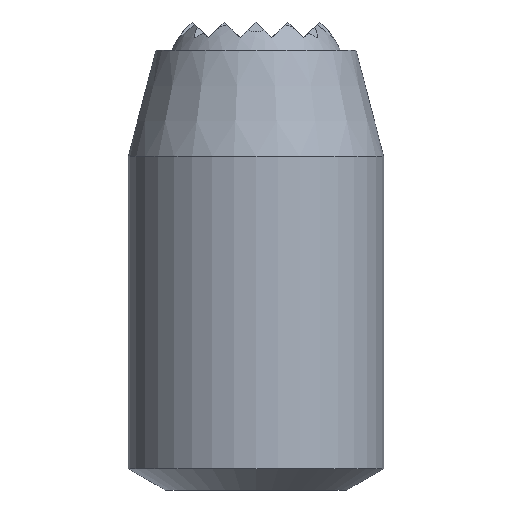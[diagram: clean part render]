
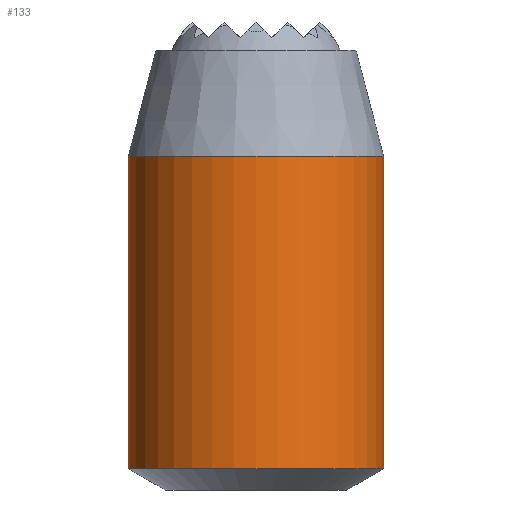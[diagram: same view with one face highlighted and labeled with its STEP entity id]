
A CAD part, front view. The second image highlights one B-rep face of the part: STEP entity #133.
In plain terms, the highlighted cylindrical face has radius 6 mm (diameter 12 mm), a full revolution.
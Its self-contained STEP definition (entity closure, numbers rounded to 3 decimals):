
#133 = ADVANCED_FACE( '', ( #359, #360 ), #361, .T. );
#359 = FACE_OUTER_BOUND( '', #682, .T. );
#360 = FACE_OUTER_BOUND( '', #683, .T. );
#361 = CYLINDRICAL_SURFACE( '', #684, 6. );
#682 = EDGE_LOOP( '', ( #1013 ) );
#683 = EDGE_LOOP( '', ( #1014 ) );
#684 = AXIS2_PLACEMENT_3D( '', #1015, #1016, #1017 );
#1013 = ORIENTED_EDGE( '', *, *, #1799, .T. );
#1014 = ORIENTED_EDGE( '', *, *, #1800, .T. );
#1015 = CARTESIAN_POINT( '', ( 0., 0., 20.68 ) );
#1016 = DIRECTION( '', ( 0., 0., 1. ) );
#1017 = DIRECTION( '', ( -1., 0., 0. ) );
#1799 = EDGE_CURVE( '', #2105, #2105, #2106, .T. );
#1800 = EDGE_CURVE( '', #2107, #2107, #2108, .F. );
#2105 = VERTEX_POINT( '', #2506 );
#2106 = CIRCLE( '', #2507, 6. );
#2107 = VERTEX_POINT( '', #2508 );
#2108 = CIRCLE( '', #2509, 6. );
#2506 = CARTESIAN_POINT( '', ( 6., 0., 1. ) );
#2507 = AXIS2_PLACEMENT_3D( '', #3006, #3007, #3008 );
#2508 = CARTESIAN_POINT( '', ( 6., 0., 15.68 ) );
#2509 = AXIS2_PLACEMENT_3D( '', #3009, #3010, #3011 );
#3006 = CARTESIAN_POINT( '', ( 0., 0., 1. ) );
#3007 = DIRECTION( '', ( 0., 0., 1. ) );
#3008 = DIRECTION( '', ( 1., 0., 0. ) );
#3009 = CARTESIAN_POINT( '', ( 0., 0., 15.68 ) );
#3010 = DIRECTION( '', ( 0., 0., 1. ) );
#3011 = DIRECTION( '', ( 1., 0., 0. ) );
